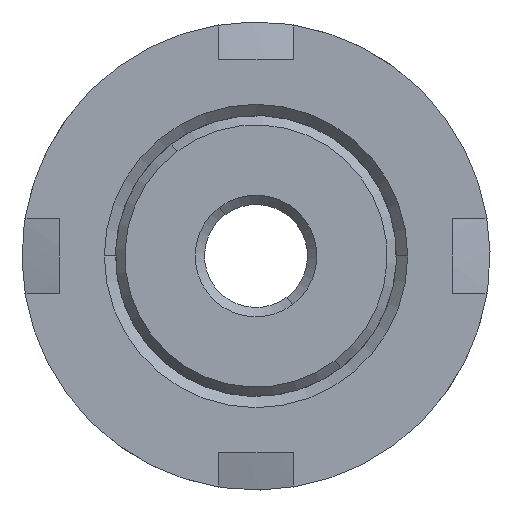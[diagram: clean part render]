
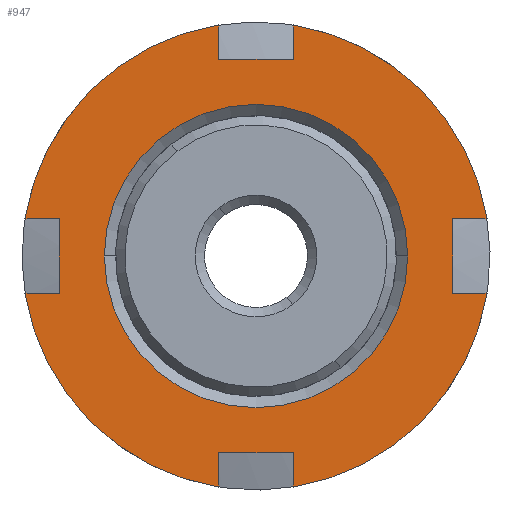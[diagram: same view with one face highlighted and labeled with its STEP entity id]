
A CAD part, front view. The second image highlights one B-rep face of the part: STEP entity #947.
In plain terms, the highlighted planar face has unit normal (0, -1, 0).
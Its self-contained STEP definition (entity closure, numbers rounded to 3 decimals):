
#15 = VECTOR ( 'NONE', #2480, 1000. ) ;
#17 = EDGE_CURVE ( 'NONE', #2617, #1181, #1452, .T. ) ;
#26 = CARTESIAN_POINT ( 'NONE',  ( 0., -7.269, 0. ) ) ;
#28 = VECTOR ( 'NONE', #1917, 1000. ) ;
#42 = CARTESIAN_POINT ( 'NONE',  ( 0., -7.269, 0. ) ) ;
#79 = LINE ( 'NONE', #403, #1476 ) ;
#80 = EDGE_CURVE ( 'NONE', #1239, #2615, #2267, .T. ) ;
#131 = ORIENTED_EDGE ( 'NONE', *, *, #2298, .F. ) ;
#147 = EDGE_CURVE ( 'NONE', #2422, #291, #2505, .T. ) ;
#163 = VECTOR ( 'NONE', #855, 1000. ) ;
#165 = EDGE_CURVE ( 'NONE', #291, #550, #576, .T. ) ;
#174 = CARTESIAN_POINT ( 'NONE',  ( 8.1, -7.269, 2. ) ) ;
#185 = AXIS2_PLACEMENT_3D ( 'NONE', #2274, #601, #1397 ) ;
#189 = VERTEX_POINT ( 'NONE', #1563 ) ;
#205 = AXIS2_PLACEMENT_3D ( 'NONE', #42, #918, #2650 ) ;
#234 = VERTEX_POINT ( 'NONE', #774 ) ;
#265 = ORIENTED_EDGE ( 'NONE', *, *, #17, .F. ) ;
#286 = EDGE_CURVE ( 'NONE', #234, #580, #2081, .T. ) ;
#291 = VERTEX_POINT ( 'NONE', #2470 ) ;
#310 = AXIS2_PLACEMENT_3D ( 'NONE', #1079, #428, #1712 ) ;
#395 = ORIENTED_EDGE ( 'NONE', *, *, #2316, .T. ) ;
#400 = EDGE_CURVE ( 'NONE', #614, #1239, #1793, .T. ) ;
#403 = CARTESIAN_POINT ( 'NONE',  ( -10.5, -7.269, 0. ) ) ;
#423 = AXIS2_PLACEMENT_3D ( 'NONE', #1888, #1407, #1025 ) ;
#428 = DIRECTION ( 'NONE',  ( 0., 1., 0. ) ) ;
#463 = VECTOR ( 'NONE', #1884, 1000. ) ;
#472 = EDGE_CURVE ( 'NONE', #580, #1766, #815, .T. ) ;
#506 = EDGE_CURVE ( 'NONE', #1966, #2617, #2501, .T. ) ;
#550 = VERTEX_POINT ( 'NONE', #2632 ) ;
#576 = CIRCLE ( 'NONE', #205, 12.5 ) ;
#580 = VERTEX_POINT ( 'NONE', #1550 ) ;
#601 = DIRECTION ( 'NONE',  ( 0., 1., 0. ) ) ;
#613 = DIRECTION ( 'NONE',  ( 0., 0., -1. ) ) ;
#614 = VERTEX_POINT ( 'NONE', #1983 ) ;
#625 = AXIS2_PLACEMENT_3D ( 'NONE', #26, #841, #2372 ) ;
#632 = CARTESIAN_POINT ( 'NONE',  ( 0., -7.269, -10.5 ) ) ;
#658 = ORIENTED_EDGE ( 'NONE', *, *, #506, .F. ) ;
#665 = AXIS2_PLACEMENT_3D ( 'NONE', #1281, #1312, #1305 ) ;
#693 = DIRECTION ( 'NONE',  ( 0., 1., 0. ) ) ;
#696 = ORIENTED_EDGE ( 'NONE', *, *, #2020, .F. ) ;
#708 = VECTOR ( 'NONE', #849, 1000. ) ;
#730 = FACE_OUTER_BOUND ( 'NONE', #777, .T. ) ;
#766 = CARTESIAN_POINT ( 'NONE',  ( 2., -7.269, -10.5 ) ) ;
#774 = CARTESIAN_POINT ( 'NONE',  ( -10.5, -7.269, 2. ) ) ;
#777 = EDGE_LOOP ( 'NONE', ( #1631, #2308, #1403, #1565, #988, #696, #395, #1206, #1035, #1204, #1736, #265, #658, #131, #861, #2666 ) ) ;
#815 = CIRCLE ( 'NONE', #625, 12.5 ) ;
#841 = DIRECTION ( 'NONE',  ( 0., 1., 0. ) ) ;
#849 = DIRECTION ( 'NONE',  ( 0., 0., 1. ) ) ;
#855 = DIRECTION ( 'NONE',  ( -1., 0., 0. ) ) ;
#859 = DIRECTION ( 'NONE',  ( -1., 0., 0. ) ) ;
#861 = ORIENTED_EDGE ( 'NONE', *, *, #2213, .T. ) ;
#871 = CARTESIAN_POINT ( 'NONE',  ( -2., -7.269, 12.339 ) ) ;
#874 = FACE_BOUND ( 'NONE', #1246, .T. ) ;
#881 = EDGE_CURVE ( 'NONE', #1323, #1181, #2068, .T. ) ;
#893 = VECTOR ( 'NONE', #1524, 1000. ) ;
#904 = CARTESIAN_POINT ( 'NONE',  ( 0., -7.269, 0. ) ) ;
#910 = DIRECTION ( 'NONE',  ( 1., 0., 0. ) ) ;
#918 = DIRECTION ( 'NONE',  ( 0., 1., 0. ) ) ;
#947 = ADVANCED_FACE ( 'NONE', ( #874, #730 ), #1925, .F. ) ;
#988 = ORIENTED_EDGE ( 'NONE', *, *, #400, .F. ) ;
#992 = LINE ( 'NONE', #632, #1283 ) ;
#1023 = LINE ( 'NONE', #2355, #163 ) ;
#1025 = DIRECTION ( 'NONE',  ( -1., 0., 0. ) ) ;
#1035 = ORIENTED_EDGE ( 'NONE', *, *, #147, .F. ) ;
#1059 = VERTEX_POINT ( 'NONE', #766 ) ;
#1079 = CARTESIAN_POINT ( 'NONE',  ( 0., -7.269, 0. ) ) ;
#1085 = CARTESIAN_POINT ( 'NONE',  ( 2., -7.269, 0. ) ) ;
#1181 = VERTEX_POINT ( 'NONE', #2110 ) ;
#1204 = ORIENTED_EDGE ( 'NONE', *, *, #2295, .F. ) ;
#1206 = ORIENTED_EDGE ( 'NONE', *, *, #165, .F. ) ;
#1239 = VERTEX_POINT ( 'NONE', #1280 ) ;
#1246 = EDGE_LOOP ( 'NONE', ( #2004, #1559 ) ) ;
#1264 = VERTEX_POINT ( 'NONE', #1499 ) ;
#1275 = CARTESIAN_POINT ( 'NONE',  ( 8.1, -7.269, 0. ) ) ;
#1280 = CARTESIAN_POINT ( 'NONE',  ( -2., -7.269, -12.339 ) ) ;
#1281 = CARTESIAN_POINT ( 'NONE',  ( 8.1, -7.269, 0. ) ) ;
#1283 = VECTOR ( 'NONE', #859, 1000. ) ;
#1298 = DIRECTION ( 'NONE',  ( -1., 0., 0. ) ) ;
#1305 = DIRECTION ( 'NONE',  ( -1., 0., 0. ) ) ;
#1312 = DIRECTION ( 'NONE',  ( 0., 1., 0. ) ) ;
#1323 = VERTEX_POINT ( 'NONE', #1799 ) ;
#1336 = CARTESIAN_POINT ( 'NONE',  ( 8.1, -7.269, -2. ) ) ;
#1345 = EDGE_CURVE ( 'NONE', #1264, #1520, #1465, .T. ) ;
#1368 = EDGE_CURVE ( 'NONE', #1520, #1264, #2485, .T. ) ;
#1383 = CARTESIAN_POINT ( 'NONE',  ( 10.5, -7.269, -2. ) ) ;
#1397 = DIRECTION ( 'NONE',  ( -1., 0., 0. ) ) ;
#1403 = ORIENTED_EDGE ( 'NONE', *, *, #1741, .T. ) ;
#1407 = DIRECTION ( 'NONE',  ( 0., 1., 0. ) ) ;
#1452 = CIRCLE ( 'NONE', #2529, 12.5 ) ;
#1457 = LINE ( 'NONE', #1085, #893 ) ;
#1465 = CIRCLE ( 'NONE', #185, 8.1 ) ;
#1476 = VECTOR ( 'NONE', #2318, 1000. ) ;
#1499 = CARTESIAN_POINT ( 'NONE',  ( -8.1, -7.269, 0. ) ) ;
#1520 = VERTEX_POINT ( 'NONE', #1275 ) ;
#1524 = DIRECTION ( 'NONE',  ( 0., 0., -1. ) ) ;
#1533 = LINE ( 'NONE', #2799, #2170 ) ;
#1550 = CARTESIAN_POINT ( 'NONE',  ( -12.339, -7.269, 2. ) ) ;
#1552 = CARTESIAN_POINT ( 'NONE',  ( -2., -7.269, 10.5 ) ) ;
#1559 = ORIENTED_EDGE ( 'NONE', *, *, #1368, .T. ) ;
#1563 = CARTESIAN_POINT ( 'NONE',  ( -10.5, -7.269, -2. ) ) ;
#1565 = ORIENTED_EDGE ( 'NONE', *, *, #80, .F. ) ;
#1631 = ORIENTED_EDGE ( 'NONE', *, *, #286, .F. ) ;
#1712 = DIRECTION ( 'NONE',  ( -1., 0., 0. ) ) ;
#1736 = ORIENTED_EDGE ( 'NONE', *, *, #881, .T. ) ;
#1741 = EDGE_CURVE ( 'NONE', #189, #2615, #1023, .T. ) ;
#1766 = VERTEX_POINT ( 'NONE', #871 ) ;
#1793 = LINE ( 'NONE', #2591, #1826 ) ;
#1799 = CARTESIAN_POINT ( 'NONE',  ( 10.5, -7.269, 2. ) ) ;
#1826 = VECTOR ( 'NONE', #613, 1000. ) ;
#1860 = VECTOR ( 'NONE', #910, 1000. ) ;
#1884 = DIRECTION ( 'NONE',  ( 0., 0., -1. ) ) ;
#1888 = CARTESIAN_POINT ( 'NONE',  ( 0., -7.269, 0. ) ) ;
#1908 = DIRECTION ( 'NONE',  ( 1., 0., 0. ) ) ;
#1917 = DIRECTION ( 'NONE',  ( 0., 0., 1. ) ) ;
#1925 = PLANE ( 'NONE',  #665 ) ;
#1926 = CARTESIAN_POINT ( 'NONE',  ( 2., -7.269, 12.339 ) ) ;
#1966 = VERTEX_POINT ( 'NONE', #2305 ) ;
#1983 = CARTESIAN_POINT ( 'NONE',  ( -2., -7.269, -10.5 ) ) ;
#2004 = ORIENTED_EDGE ( 'NONE', *, *, #1345, .T. ) ;
#2020 = EDGE_CURVE ( 'NONE', #1059, #614, #992, .T. ) ;
#2056 = VERTEX_POINT ( 'NONE', #1552 ) ;
#2068 = LINE ( 'NONE', #174, #2145 ) ;
#2081 = LINE ( 'NONE', #2715, #15 ) ;
#2103 = CARTESIAN_POINT ( 'NONE',  ( -12.339, -7.269, -2. ) ) ;
#2110 = CARTESIAN_POINT ( 'NONE',  ( 12.339, -7.269, 2. ) ) ;
#2145 = VECTOR ( 'NONE', #1908, 1000. ) ;
#2170 = VECTOR ( 'NONE', #2389, 1000. ) ;
#2213 = EDGE_CURVE ( 'NONE', #2056, #1766, #2549, .T. ) ;
#2267 = CIRCLE ( 'NONE', #310, 12.5 ) ;
#2274 = CARTESIAN_POINT ( 'NONE',  ( 0., -7.269, 0. ) ) ;
#2295 = EDGE_CURVE ( 'NONE', #1323, #2422, #2692, .T. ) ;
#2298 = EDGE_CURVE ( 'NONE', #2056, #1966, #1533, .T. ) ;
#2305 = CARTESIAN_POINT ( 'NONE',  ( 2., -7.269, 10.5 ) ) ;
#2308 = ORIENTED_EDGE ( 'NONE', *, *, #2694, .F. ) ;
#2316 = EDGE_CURVE ( 'NONE', #1059, #550, #1457, .T. ) ;
#2318 = DIRECTION ( 'NONE',  ( 0., 0., 1. ) ) ;
#2347 = CARTESIAN_POINT ( 'NONE',  ( 2., -7.269, 0. ) ) ;
#2355 = CARTESIAN_POINT ( 'NONE',  ( 8.1, -7.269, -2. ) ) ;
#2372 = DIRECTION ( 'NONE',  ( -1., 0., 0. ) ) ;
#2389 = DIRECTION ( 'NONE',  ( 1., 0., 0. ) ) ;
#2422 = VERTEX_POINT ( 'NONE', #1383 ) ;
#2470 = CARTESIAN_POINT ( 'NONE',  ( 12.339, -7.269, -2. ) ) ;
#2480 = DIRECTION ( 'NONE',  ( -1., 0., 0. ) ) ;
#2485 = CIRCLE ( 'NONE', #423, 8.1 ) ;
#2501 = LINE ( 'NONE', #2347, #708 ) ;
#2505 = LINE ( 'NONE', #1336, #1860 ) ;
#2529 = AXIS2_PLACEMENT_3D ( 'NONE', #904, #693, #1298 ) ;
#2541 = CARTESIAN_POINT ( 'NONE',  ( -2., -7.269, 0. ) ) ;
#2549 = LINE ( 'NONE', #2541, #28 ) ;
#2591 = CARTESIAN_POINT ( 'NONE',  ( -2., -7.269, 0. ) ) ;
#2615 = VERTEX_POINT ( 'NONE', #2103 ) ;
#2617 = VERTEX_POINT ( 'NONE', #1926 ) ;
#2632 = CARTESIAN_POINT ( 'NONE',  ( 2., -7.269, -12.339 ) ) ;
#2650 = DIRECTION ( 'NONE',  ( -1., 0., 0. ) ) ;
#2666 = ORIENTED_EDGE ( 'NONE', *, *, #472, .F. ) ;
#2679 = CARTESIAN_POINT ( 'NONE',  ( 10.5, -7.269, 0. ) ) ;
#2692 = LINE ( 'NONE', #2679, #463 ) ;
#2694 = EDGE_CURVE ( 'NONE', #189, #234, #79, .T. ) ;
#2715 = CARTESIAN_POINT ( 'NONE',  ( 8.1, -7.269, 2. ) ) ;
#2799 = CARTESIAN_POINT ( 'NONE',  ( 0., -7.269, 10.5 ) ) ;
